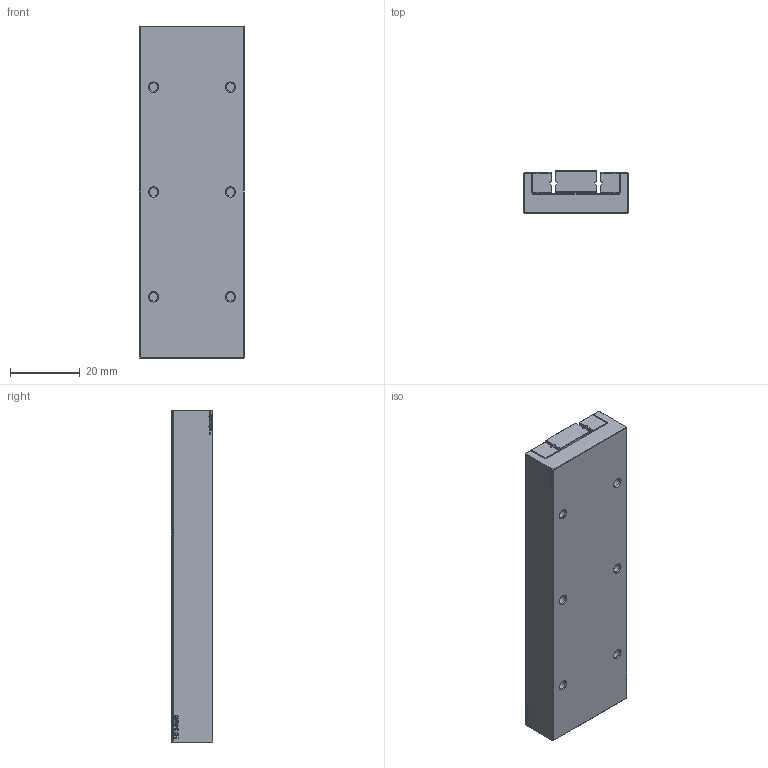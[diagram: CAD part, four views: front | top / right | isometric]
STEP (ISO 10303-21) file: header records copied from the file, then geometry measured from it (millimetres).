
FILE_DESCRIPTION(('FreeCAD Model'),'2;1');
FILE_NAME('ND 2-95.60.step', '2020-04-19T13:50:35',('Author'),(''), 'Open CASCADE STEP processor 6.8','FreeCAD','Unknown');
FILE_SCHEMA(('AUTOMOTIVE_DESIGN_CC2 { 1 2 10303 214 -1 1 5 4 }'));
Length unit declared in the file: millimetre
Products named in the file (3): ASSEMBLY; TT; DP
Assembly tree (2 placements, depth 2):
  ASSEMBLY
    TT
    DP
Bounding box: 30 x 12 x 95 mm (x, y, z)
Volume: 31085.5 mm3; surface area: 17949.8 mm2
Topology: 4 solids, 4 shells, 607 faces, 1605 edges, 1040 vertices
Faces by surface type: extrusion 303, plane 286, cylinder 12, cone 6
Full cylindrical faces by diameter (mm): 2.5 x6, 3 x6
Entity records: 39857 total; most frequent: CARTESIAN_POINT 9555, DIRECTION 4520, VECTOR 3828, LINE 3525, ORIENTED_EDGE 3210, PCURVE 3210, DEFINITIONAL_REPRESENTATION 3210, EDGE_CURVE 1605
